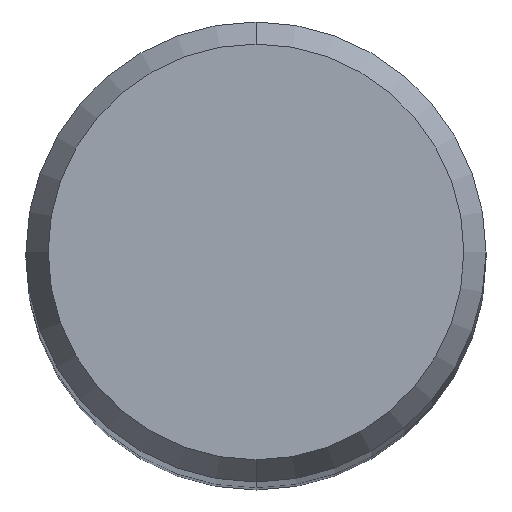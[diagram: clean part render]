
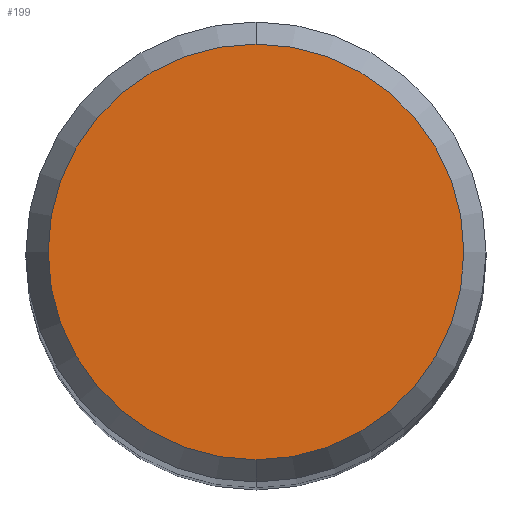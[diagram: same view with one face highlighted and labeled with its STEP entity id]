
A CAD part, top view. The second image highlights one B-rep face of the part: STEP entity #199.
In plain terms, the highlighted planar face has unit normal (0, 0, 1).
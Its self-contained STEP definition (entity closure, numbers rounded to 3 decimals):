
#199=ADVANCED_FACE('',(#456),#457,.T.);
#243=VERTEX_POINT('',#504);
#315=EDGE_CURVE('',#243,#345,#584,.T.);
#335=EDGE_CURVE('',#345,#243,#605,.T.);
#345=VERTEX_POINT('',#615);
#456=FACE_OUTER_BOUND('',#755,.T.);
#457=PLANE('',#756);
#504=CARTESIAN_POINT('',(0.,-4.304,0.0));
#584=CIRCLE('',#1078,4.304);
#605=CIRCLE('',#1130,4.304);
#615=CARTESIAN_POINT('',(0.0,4.304,0.0));
#755=EDGE_LOOP('',(#1312,#1313));
#756=AXIS2_PLACEMENT_3D('',#1314,#1315,#1316);
#1078=AXIS2_PLACEMENT_3D('',#1441,#1442,#1443);
#1130=AXIS2_PLACEMENT_3D('',#1460,#1461,#1462);
#1312=ORIENTED_EDGE('',*,*,#335,.F.);
#1313=ORIENTED_EDGE('',*,*,#315,.F.);
#1314=CARTESIAN_POINT('',(0.0,2.152,0.0));
#1315=DIRECTION('',(-0.0,0.0,1.0));
#1316=DIRECTION('',(0.0,-1.0,0.0));
#1441=CARTESIAN_POINT('',(0.0,0.0,0.0));
#1442=DIRECTION('',(0.0,0.0,-1.0));
#1443=DIRECTION('',(0.0,1.0,0.0));
#1460=CARTESIAN_POINT('',(0.0,0.0,0.0));
#1461=DIRECTION('',(0.0,0.0,-1.0));
#1462=DIRECTION('',(0.0,1.0,0.0));
